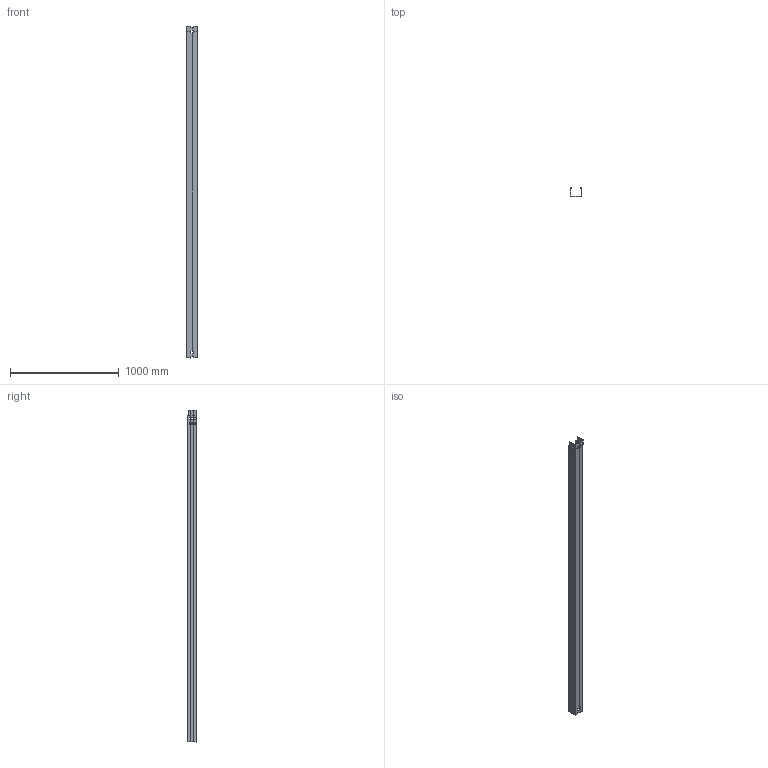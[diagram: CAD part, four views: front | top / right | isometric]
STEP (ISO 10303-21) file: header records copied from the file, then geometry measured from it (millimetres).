
FILE_DESCRIPTION(/* description */ (''),/* implementation_level */ '2;1');
FILE_NAME(/* name */ '605954~1',/* time_stamp */ '2014-02-07T10:37:09+01:00',/* author */ (''),/* organization */ (''),/* preprocessor_version */ 'ST-DEVELOPER v15',/* originating_system */ '',/* authorisation */ '');
FILE_SCHEMA (('CONFIG_CONTROL_DESIGN'));
Length unit declared in the file: millimetre
Products named in the file (1): Document
Bounding box: 103.5 x 86.74 x 3050 mm (x, y, z)
Surface area: 1795739.5 mm2 (no closed solid volume)
Topology: 0 solids, 1 shells, 239 faces, 625 edges, 379 vertices
Faces by surface type: plane 122, bspline 117
Entity records: 9093 total; most frequent: CARTESIAN_POINT 5180, ORIENTED_EDGE 1237, EDGE_CURVE 624, B_SPLINE_CURVE_WITH_KNOTS 434, VERTEX_POINT 379, EDGE_LOOP 263, ADVANCED_FACE 239, FACE_OUTER_BOUND 239
